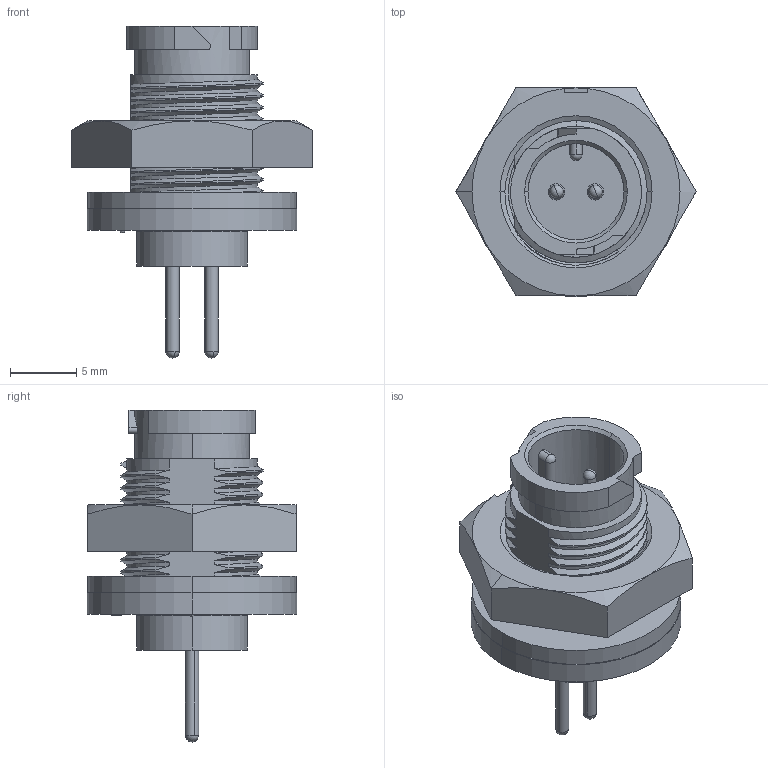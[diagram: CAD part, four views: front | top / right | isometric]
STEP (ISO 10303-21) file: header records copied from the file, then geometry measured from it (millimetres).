
FILE_DESCRIPTION (( 'STEP AP203' ), '1' );
FILE_NAME ('W17292-2PG-P-3ES.STEP', '2021-11-03T14:05:45', ( '' ), ( '' ), 'SwSTEP 2.0', 'SolidWorks 2020', '' );
FILE_SCHEMA (( 'CONFIG_CONTROL_DESIGN' ));
Length unit declared in the file: millimetre
Products named in the file (1): W17292-2PG-P-3ES
Bounding box: 18.18 x 15.88 x 25.12 mm (x, y, z)
Volume: 1790.3 mm3; surface area: 2043.3 mm2
Topology: 2 solids, 2 shells, 163 faces, 436 edges, 279 vertices
Faces by surface type: cylinder 66, plane 45, bspline 22, cone 17, sphere 11, torus 2
Entity records: 11793 total; most frequent: CARTESIAN_POINT 8041, ORIENTED_EDGE 846, DIRECTION 683, EDGE_CURVE 423, VERTEX_POINT 277, AXIS2_PLACEMENT_3D 252, VECTOR 179, LINE 179
